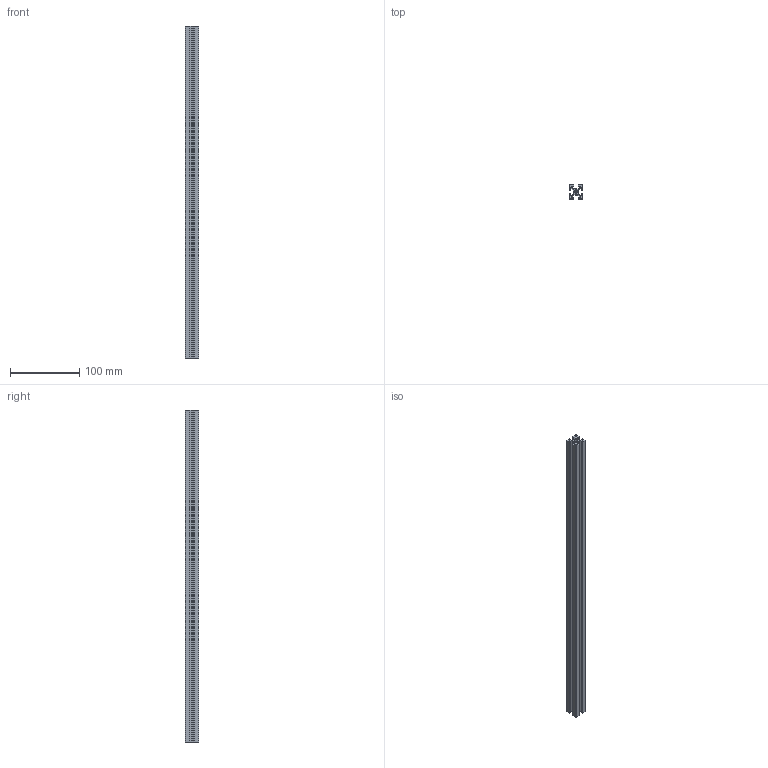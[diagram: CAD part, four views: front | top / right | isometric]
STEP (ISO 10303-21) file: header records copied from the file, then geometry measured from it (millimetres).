
FILE_DESCRIPTION( ( 'STEP AP203' ), '1' );
FILE_NAME( 'NFS5-2020-480_2_03.stp', ' ', ( ' ' ), ( ' ' ), 'PSStep 15.0.47', 'PARTsolutions', ' ' );
FILE_SCHEMA( ( 'CONFIG_CONTROL_DESIGN' ) );
Length unit declared in the file: millimetre
Products named in the file (1): _NFS5-2020-480
Bounding box: 20 x 20 x 480 mm (x, y, z)
Volume: 87006.2 mm3; surface area: 83914.6 mm2
Topology: 1 solids, 1 shells, 79 faces, 231 edges, 154 vertices
Faces by surface type: plane 66, cylinder 13
Full cylindrical faces by diameter (mm): 4.2 x1
Entity records: 2634 total; most frequent: CARTESIAN_POINT 464, ORIENTED_EDGE 460, DIRECTION 416, EDGE_CURVE 230, LINE 204, VECTOR 204, VERTEX_POINT 154, AXIS2_PLACEMENT_3D 106
